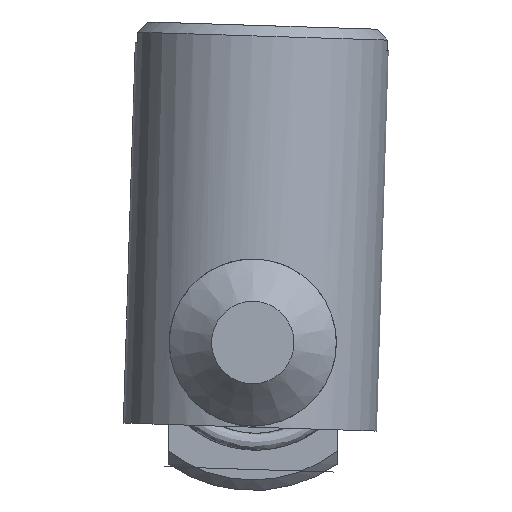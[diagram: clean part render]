
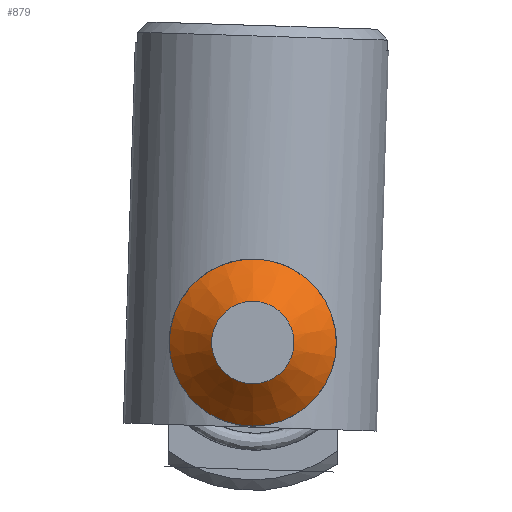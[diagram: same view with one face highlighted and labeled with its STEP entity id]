
A CAD part, front view. The second image highlights one B-rep face of the part: STEP entity #879.
In plain terms, the highlighted conical face has half-angle 45 degrees and reference radius 3.95 mm.
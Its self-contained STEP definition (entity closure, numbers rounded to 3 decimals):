
#87=LINE('',#1345,#153);
#153=VECTOR('',#1090,3.95);
#227=FACE_OUTER_BOUND('',#281,.T.);
#281=EDGE_LOOP('',(#638,#639,#640,#641));
#362=CIRCLE('',#969,3.95);
#363=CIRCLE('',#970,1.95);
#404=VERTEX_POINT('',#1342);
#405=VERTEX_POINT('',#1344);
#497=EDGE_CURVE('',#404,#404,#362,.T.);
#498=EDGE_CURVE('',#404,#405,#87,.T.);
#499=EDGE_CURVE('',#405,#405,#363,.T.);
#638=ORIENTED_EDGE('',*,*,#497,.F.);
#639=ORIENTED_EDGE('',*,*,#498,.T.);
#640=ORIENTED_EDGE('',*,*,#499,.T.);
#641=ORIENTED_EDGE('',*,*,#498,.F.);
#863=CONICAL_SURFACE('',#968,3.95,0.785);
#879=ADVANCED_FACE('',(#227),#863,.T.);
#968=AXIS2_PLACEMENT_3D('',#1341,#1086,#1087);
#969=AXIS2_PLACEMENT_3D('',#1343,#1088,#1089);
#970=AXIS2_PLACEMENT_3D('',#1346,#1091,#1092);
#1086=DIRECTION('center_axis',(0.,1.,0.));
#1087=DIRECTION('ref_axis',(0.,0.,1.));
#1088=DIRECTION('center_axis',(0.,1.,0.));
#1089=DIRECTION('ref_axis',(0.,0.,1.));
#1090=DIRECTION('',(0.,-0.707,0.707));
#1091=DIRECTION('center_axis',(0.,1.,0.));
#1092=DIRECTION('ref_axis',(0.,0.,1.));
#1341=CARTESIAN_POINT('Origin',(-8.639,-5.41,14.106));
#1342=CARTESIAN_POINT('',(-8.639,-5.41,10.156));
#1343=CARTESIAN_POINT('Origin',(-8.639,-5.41,14.106));
#1344=CARTESIAN_POINT('',(-8.639,-7.41,12.156));
#1345=CARTESIAN_POINT('',(-8.639,-5.41,10.156));
#1346=CARTESIAN_POINT('Origin',(-8.639,-7.41,14.106));
